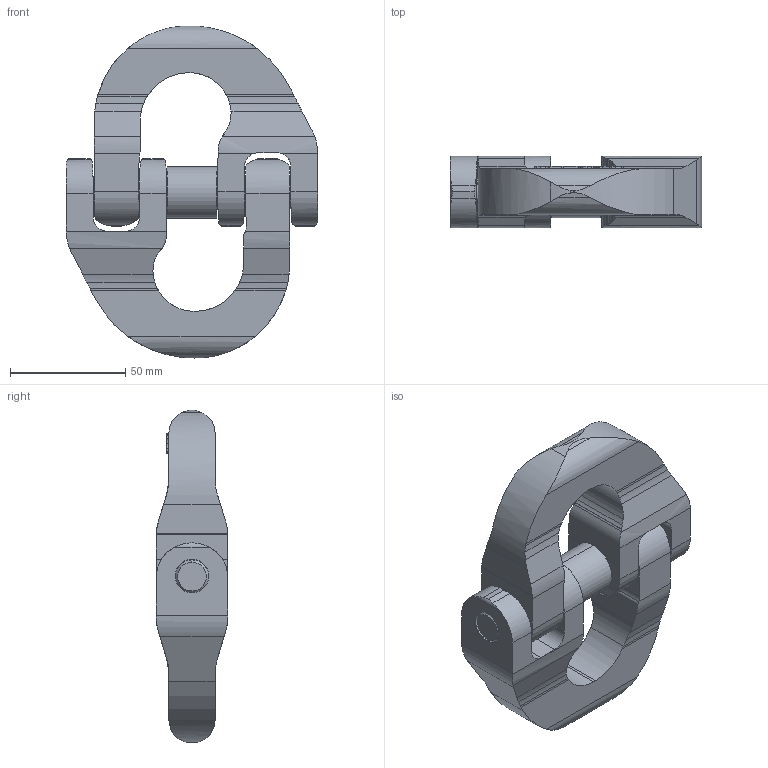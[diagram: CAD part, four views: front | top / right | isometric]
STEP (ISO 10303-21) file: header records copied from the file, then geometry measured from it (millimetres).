
FILE_DESCRIPTION(('STEP AP214'),'1');
FILE_NAME('cl_16.stp','2018-01-24T08:42:23',('TraceParts'),('TraceParts S.A.'),'Spatial InterOp 3D',' ',' ');
FILE_SCHEMA(('automotive_design'));
Length unit declared in the file: millimetre
Products named in the file (3): cl_16_1; cl_16_2; cl_16_3
Bounding box: 109.25 x 31.2 x 144.3 mm (x, y, z)
Volume: 220935 mm3; surface area: 49911.3 mm2
Topology: 3 solids, 3 shells, 326 faces, 927 edges, 612 vertices
Faces by surface type: plane 126, cylinder 98, bspline 98, cone 4
Entity records: 16480 total; most frequent: CARTESIAN_POINT 5944, ORIENTED_EDGE 1854, DIRECTION 1313, EDGE_CURVE 927, VERTEX_POINT 612, LINE 465, VECTOR 465, AXIS2_PLACEMENT_3D 424
